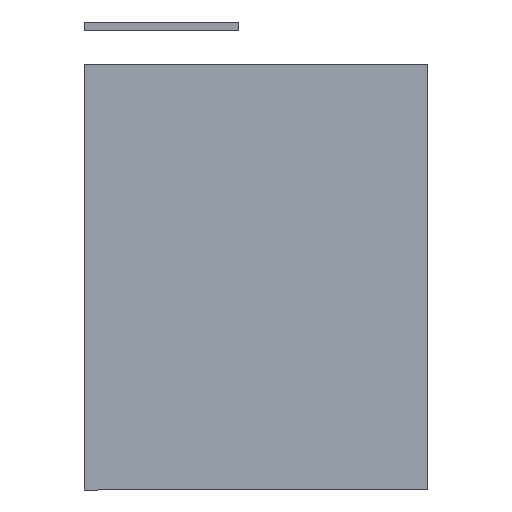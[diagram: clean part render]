
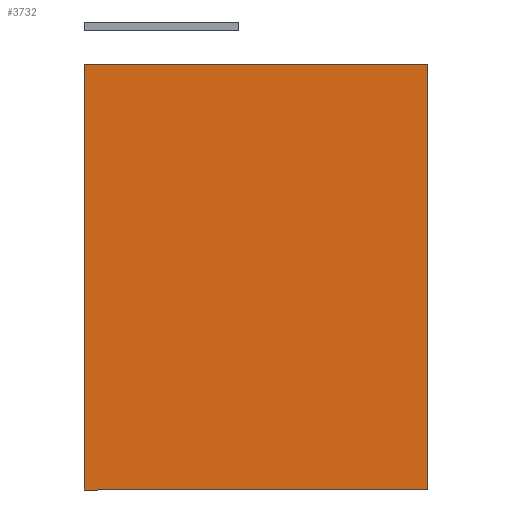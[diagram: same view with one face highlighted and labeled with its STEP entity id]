
A CAD part, front view. The second image highlights one B-rep face of the part: STEP entity #3732.
In plain terms, the highlighted face is planar.
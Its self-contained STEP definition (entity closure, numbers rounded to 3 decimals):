
#448=FACE_OUTER_BOUND('',#687,.T.);
#687=EDGE_LOOP('',(#3359,#3360,#3361,#3362));
#1109=LINE('',#6229,#1542);
#1113=LINE('',#6237,#1546);
#1116=LINE('',#6243,#1549);
#1119=LINE('',#6248,#1552);
#1542=VECTOR('',#5084,10.);
#1546=VECTOR('',#5090,10.);
#1549=VECTOR('',#5095,10.);
#1552=VECTOR('',#5100,10.);
#1873=VERTEX_POINT('',#6227);
#1874=VERTEX_POINT('',#6228);
#1877=VERTEX_POINT('',#6236);
#1879=VERTEX_POINT('',#6242);
#2363=EDGE_CURVE('',#1873,#1874,#1109,.T.);
#2367=EDGE_CURVE('',#1877,#1873,#1113,.T.);
#2370=EDGE_CURVE('',#1879,#1877,#1116,.T.);
#2373=EDGE_CURVE('',#1874,#1879,#1119,.T.);
#3359=ORIENTED_EDGE('',*,*,#2373,.F.);
#3360=ORIENTED_EDGE('',*,*,#2363,.F.);
#3361=ORIENTED_EDGE('',*,*,#2367,.F.);
#3362=ORIENTED_EDGE('',*,*,#2370,.F.);
#3531=PLANE('',#4116);
#3732=ADVANCED_FACE('',(#448),#3531,.F.);
#4116=AXIS2_PLACEMENT_3D('',#6251,#5104,#5105);
#5084=DIRECTION('',(-1.,0.,0.));
#5090=DIRECTION('',(0.,1.,0.));
#5095=DIRECTION('',(1.,0.,0.));
#5100=DIRECTION('',(0.,-1.,0.));
#5104=DIRECTION('center_axis',(0.,0.,1.));
#5105=DIRECTION('ref_axis',(1.,0.,0.));
#6227=CARTESIAN_POINT('',(80.,99.,0.));
#6228=CARTESIAN_POINT('',(0.,99.,0.));
#6229=CARTESIAN_POINT('',(80.,99.,0.));
#6236=CARTESIAN_POINT('',(80.,0.,0.));
#6237=CARTESIAN_POINT('',(80.,0.,0.));
#6242=CARTESIAN_POINT('',(0.,0.,0.));
#6243=CARTESIAN_POINT('',(0.,0.,0.));
#6248=CARTESIAN_POINT('',(0.,99.,0.));
#6251=CARTESIAN_POINT('Origin',(40.,49.5,0.));
